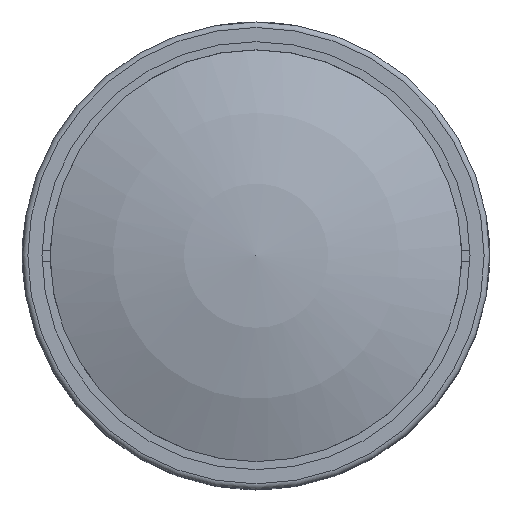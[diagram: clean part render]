
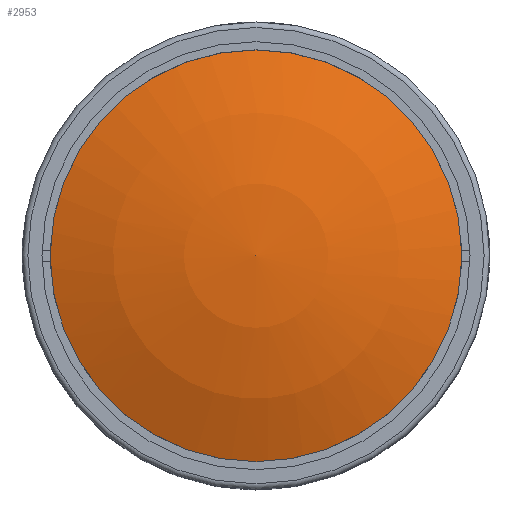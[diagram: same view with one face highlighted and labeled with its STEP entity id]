
A CAD part, top view. The second image highlights one B-rep face of the part: STEP entity #2953.
In plain terms, the highlighted spherical face has radius 50 mm.
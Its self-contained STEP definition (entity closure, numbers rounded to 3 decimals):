
#706=FACE_OUTER_BOUND('',#905,.T.);
#905=EDGE_LOOP('',(#2012));
#1227=CIRCLE('',#3168,19.);
#1366=VERTEX_POINT('',#4322);
#1649=EDGE_CURVE('',#1366,#1366,#1227,.T.);
#2012=ORIENTED_EDGE('',*,*,#1649,.F.);
#2738=SPHERICAL_SURFACE('',#3167,50.);
#2953=ADVANCED_FACE('',(#706),#2738,.T.);
#3167=AXIS2_PLACEMENT_3D('',#4321,#3509,#3510);
#3168=AXIS2_PLACEMENT_3D('',#4323,#3511,#3512);
#3509=DIRECTION('center_axis',(0.,0.,
1.));
#3510=DIRECTION('ref_axis',(0.291,0.957,0.));
#3511=DIRECTION('center_axis',(0.,0.,
-1.));
#3512=DIRECTION('ref_axis',(0.291,0.957,0.));
#4321=CARTESIAN_POINT('Origin',(0.,0.,
-51.374));
#4322=CARTESIAN_POINT('',(-18.18,5.52,-5.125));
#4323=CARTESIAN_POINT('Origin',(0.,0.,
-5.125));
